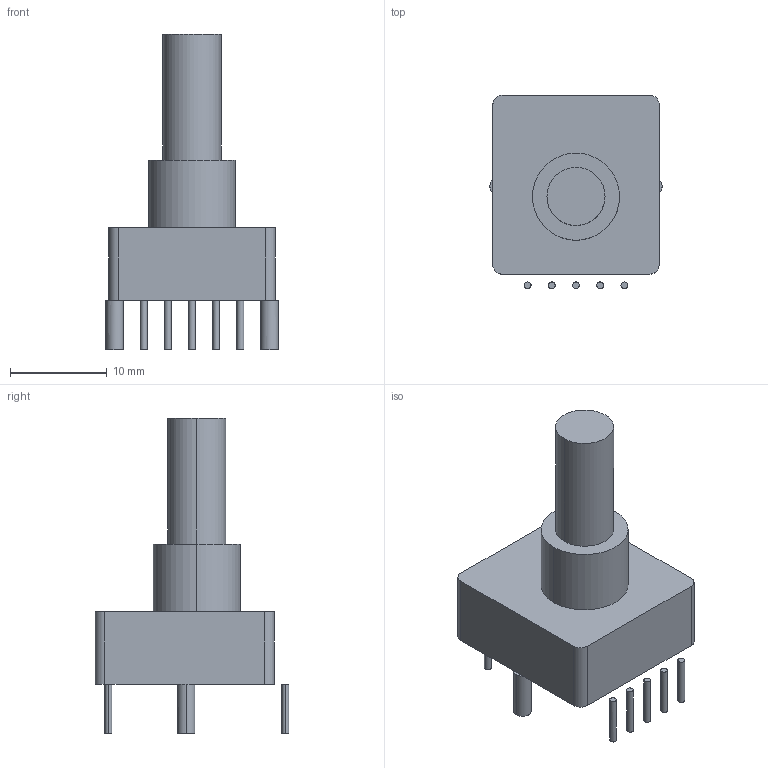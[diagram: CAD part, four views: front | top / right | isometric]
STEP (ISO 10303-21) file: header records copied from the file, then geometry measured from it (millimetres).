
FILE_DESCRIPTION(/* description */ (''),/* implementation_level */ '2;1');
FILE_NAME(/* name */ '1',/* time_stamp */ '2022-02-26T18:57:56+02:00',/* author */ (''),/* organization */ (''),/* preprocessor_version */ 'ST-DEVELOPER v16.5',/* originating_system */ '',/* authorisation */ '');
FILE_SCHEMA (('AUTOMOTIVE_DESIGN'));
Length unit declared in the file: millimetre
Products named in the file (2): Document; Leads
Assembly tree (12 placements, depth 2):
  Document
    Leads  x12
Bounding box: 17.8 x 20 x 32.6 mm (x, y, z)
Volume: 3742.7 mm3; surface area: 3856.3 mm2
Topology: 145 solids, 145 shells, 592 faces, 900 edges, 600 vertices
Faces by surface type: bspline 300, plane 292
Entity records: 1808 total; most frequent: CARTESIAN_POINT 844, ORIENTED_EDGE 216, EDGE_CURVE 108, VERTEX_POINT 72, EDGE_LOOP 66, ADVANCED_FACE 64, FACE_OUTER_BOUND 64, DIRECTION 60
